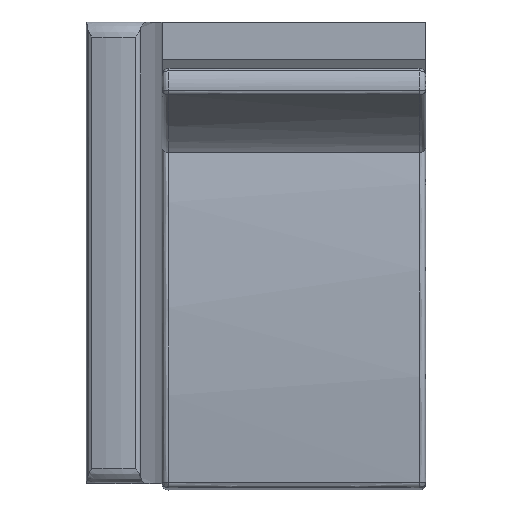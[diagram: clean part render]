
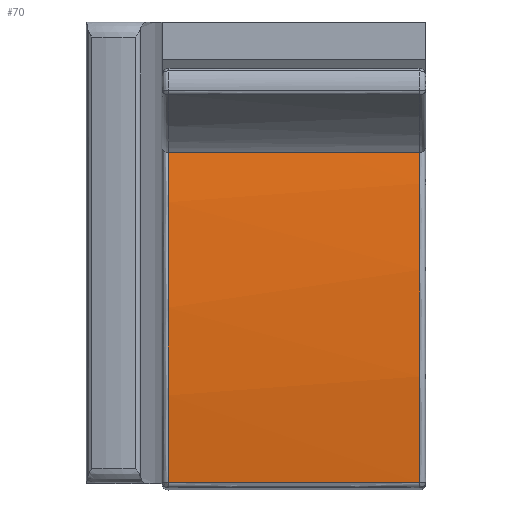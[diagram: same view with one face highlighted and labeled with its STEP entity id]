
A CAD part, top view. The second image highlights one B-rep face of the part: STEP entity #70.
In plain terms, the highlighted free-form (B-spline) face has degree [1, 2] with [2, 3] control points.
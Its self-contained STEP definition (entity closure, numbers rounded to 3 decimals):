
#70=ADVANCED_FACE($,(#159),#952,.T.);
#159=FACE_OUTER_BOUND($,#248,.T.);
#248=EDGE_LOOP($,(#346,#347,#348,#349));
#346=ORIENTED_EDGE($,*,*,#689,.T.);
#347=ORIENTED_EDGE($,*,*,#690,.F.);
#348=ORIENTED_EDGE($,*,*,#691,.T.);
#349=ORIENTED_EDGE($,*,*,#692,.T.);
#689=EDGE_CURVE($,#863,#864,#1052,.T.);
#690=EDGE_CURVE($,#865,#864,#1053,.T.);
#691=EDGE_CURVE($,#865,#866,#1054,.T.);
#692=EDGE_CURVE($,#866,#863,#1055,.T.);
#863=VERTEX_POINT($,#1922);
#864=VERTEX_POINT($,#1923);
#865=VERTEX_POINT($,#1924);
#866=VERTEX_POINT($,#1925);
#952=(
BOUNDED_SURFACE()
B_SPLINE_SURFACE(1,2,((#1524,#1525,#1526),(#1527,#1528,#1529)),.UNSPECIFIED.,
.F.,.F.,.F.)
B_SPLINE_SURFACE_WITH_KNOTS((2,2),(3,3),(20.,860.),
(-2247.432,-1495.791),.UNSPECIFIED.)
GEOMETRIC_REPRESENTATION_ITEM()
RATIONAL_B_SPLINE_SURFACE(((1.,0.978,1.),
(1.,0.978,1.)))
REPRESENTATION_ITEM($)
SURFACE()
);
#1052=(
BOUNDED_CURVE()
B_SPLINE_CURVE(3,(#1362,#1363,#1364,#1365,#1366,#1367,#1368,#1369,#1370,
#1371,#1372),.UNSPECIFIED.,.F.,.F.)
B_SPLINE_CURVE_WITH_KNOTS((4,1,1,1,1,1,1,1,4),(13.23,159.618,
323.074,487.465,649.815,812.302,977.108,
1141.252,1298.404),.UNSPECIFIED.)
CURVE()
GEOMETRIC_REPRESENTATION_ITEM()
RATIONAL_B_SPLINE_CURVE((1.,1.,1.,1.,1.,1.,1.,1.,1.,1.,1.))
REPRESENTATION_ITEM($)
);
#1053=(
BOUNDED_CURVE()
B_SPLINE_CURVE(3,(#1373,#1374,#1375,#1376),.UNSPECIFIED.,.F.,.F.)
B_SPLINE_CURVE_WITH_KNOTS((4,4),(20.,860.),.UNSPECIFIED.)
CURVE()
GEOMETRIC_REPRESENTATION_ITEM()
RATIONAL_B_SPLINE_CURVE((1.,1.,1.,1.))
REPRESENTATION_ITEM($)
);
#1054=(
BOUNDED_CURVE()
B_SPLINE_CURVE(3,(#1377,#1378,#1379,#1380,#1381,#1382,#1383,#1384,#1385,
#1386,#1387),.UNSPECIFIED.,.F.,.F.)
B_SPLINE_CURVE_WITH_KNOTS((4,1,1,1,1,1,1,1,4),(13.552,160.475,
324.566,489.342,651.824,814.194,978.63,
1142.157,1298.726),.UNSPECIFIED.)
CURVE()
GEOMETRIC_REPRESENTATION_ITEM()
RATIONAL_B_SPLINE_CURVE((1.,1.,1.,1.,1.,1.,1.,1.,1.,1.,1.))
REPRESENTATION_ITEM($)
);
#1055=(
BOUNDED_CURVE()
B_SPLINE_CURVE(3,(#1388,#1389,#1390,#1391),.UNSPECIFIED.,.F.,.F.)
B_SPLINE_CURVE_WITH_KNOTS((4,4),(20.,860.),.UNSPECIFIED.)
CURVE()
GEOMETRIC_REPRESENTATION_ITEM()
RATIONAL_B_SPLINE_CURVE((1.,1.,1.,1.))
REPRESENTATION_ITEM($)
);
#1362=CARTESIAN_POINT($,(4090.784,-37904.042,277.816));
#1363=CARTESIAN_POINT($,(4090.784,-37952.01,288.115));
#1364=CARTESIAN_POINT($,(4090.784,-38053.971,307.892));
#1365=CARTESIAN_POINT($,(4090.784,-38211.151,331.631));
#1366=CARTESIAN_POINT($,(4090.784,-38374.53,349.052));
#1367=CARTESIAN_POINT($,(4090.784,-38538.179,359.375));
#1368=CARTESIAN_POINT($,(4090.784,-38702.257,362.686));
#1369=CARTESIAN_POINT($,(4090.784,-38866.929,358.911));
#1370=CARTESIAN_POINT($,(4090.784,-39029.5,348.112));
#1371=CARTESIAN_POINT($,(4090.784,-39136.554,336.403));
#1372=CARTESIAN_POINT($,(4090.784,-39188.774,329.578));
#1373=CARTESIAN_POINT($,(4930.784,-39188.774,329.578));
#1374=CARTESIAN_POINT($,(4650.784,-39188.774,329.578));
#1375=CARTESIAN_POINT($,(4370.784,-39188.774,329.578));
#1376=CARTESIAN_POINT($,(4090.784,-39188.774,329.578));
#1377=CARTESIAN_POINT($,(4930.784,-39188.774,329.578));
#1378=CARTESIAN_POINT($,(4930.784,-39139.953,335.958));
#1379=CARTESIAN_POINT($,(4930.784,-39036.343,347.434));
#1380=CARTESIAN_POINT($,(4930.784,-38877.25,358.436));
#1381=CARTESIAN_POINT($,(4930.784,-38712.619,362.657));
#1382=CARTESIAN_POINT($,(4930.784,-38548.537,359.792));
#1383=CARTESIAN_POINT($,(4930.784,-38384.84,349.913));
#1384=CARTESIAN_POINT($,(4930.784,-38221.369,332.933));
#1385=CARTESIAN_POINT($,(4930.784,-38060.711,309.117));
#1386=CARTESIAN_POINT($,(4930.784,-37955.347,288.831));
#1387=CARTESIAN_POINT($,(4930.784,-37904.042,277.816));
#1388=CARTESIAN_POINT($,(4930.784,-37904.042,277.816));
#1389=CARTESIAN_POINT($,(4650.784,-37904.042,277.816));
#1390=CARTESIAN_POINT($,(4370.784,-37904.042,277.816));
#1391=CARTESIAN_POINT($,(4090.784,-37904.042,277.816));
#1524=CARTESIAN_POINT($,(4930.784,-37904.042,277.816));
#1525=CARTESIAN_POINT($,(4930.784,-38540.003,414.363));
#1526=CARTESIAN_POINT($,(4930.784,-39188.774,329.578));
#1527=CARTESIAN_POINT($,(4090.784,-37904.042,277.816));
#1528=CARTESIAN_POINT($,(4090.784,-38540.003,414.363));
#1529=CARTESIAN_POINT($,(4090.784,-39188.774,329.578));
#1922=CARTESIAN_POINT($,(4090.784,-37904.042,277.816));
#1923=CARTESIAN_POINT($,(4090.784,-39188.774,329.578));
#1924=CARTESIAN_POINT($,(4930.784,-39188.774,329.578));
#1925=CARTESIAN_POINT($,(4930.784,-37904.042,277.816));
